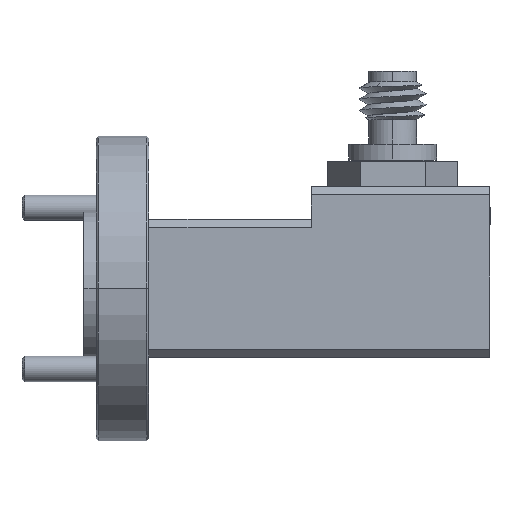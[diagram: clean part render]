
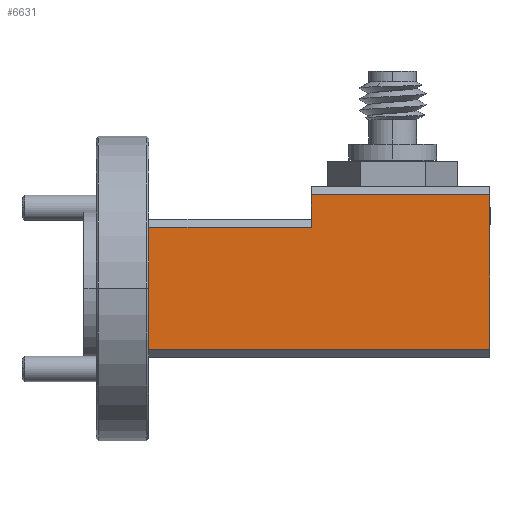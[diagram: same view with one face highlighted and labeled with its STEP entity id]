
A CAD part, top view. The second image highlights one B-rep face of the part: STEP entity #6631.
In plain terms, the highlighted planar face has unit normal (0, 0, 1).
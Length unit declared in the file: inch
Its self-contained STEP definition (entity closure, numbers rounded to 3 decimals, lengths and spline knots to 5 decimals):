
#20 = PLANE ( 'NONE',  #9327 ) ;
#29 = CARTESIAN_POINT ( 'NONE',  ( 1.9501, 0.20796, 0.40277 ) ) ;
#391 = CARTESIAN_POINT ( 'NONE',  ( 0.02927, 0.20796, 0.40277 ) ) ;
#551 = EDGE_CURVE ( 'NONE', #5876, #8589, #3189, .T. ) ;
#558 = CARTESIAN_POINT ( 'NONE',  ( 1.9501, 0.28796, 0.40277 ) ) ;
#867 = CARTESIAN_POINT ( 'NONE',  ( 0.02927, 0.22796, 0.40277 ) ) ;
#907 = LINE ( 'NONE', #29, #2715 ) ;
#998 = ORIENTED_EDGE ( 'NONE', *, *, #10192, .F. ) ;
#1105 = EDGE_CURVE ( 'NONE', #10282, #1786, #3435, .T. ) ;
#1200 = LINE ( 'NONE', #2683, #10486 ) ;
#1255 = EDGE_LOOP ( 'NONE', ( #4011, #2151, #3069, #998, #7076, #7646 ) ) ;
#1641 = FACE_OUTER_BOUND ( 'NONE', #1255, .T. ) ;
#1786 = VERTEX_POINT ( 'NONE', #4129 ) ;
#1798 = CARTESIAN_POINT ( 'NONE',  ( 1.9501, -0.09204, 0.40277 ) ) ;
#2151 = ORIENTED_EDGE ( 'NONE', *, *, #8259, .F. ) ;
#2491 = CARTESIAN_POINT ( 'NONE',  ( -0.37073, -0.09204, 0.40277 ) ) ;
#2683 = CARTESIAN_POINT ( 'NONE',  ( 0.46927, 0.22796, 0.40277 ) ) ;
#2715 = VECTOR ( 'NONE', #5695, 39.37008 ) ;
#3069 = ORIENTED_EDGE ( 'NONE', *, *, #1105, .F. ) ;
#3189 = LINE ( 'NONE', #4489, #8008 ) ;
#3356 = VECTOR ( 'NONE', #8204, 39.37008 ) ;
#3389 = CARTESIAN_POINT ( 'NONE',  ( 1.9501, 0.22796, 0.40277 ) ) ;
#3435 = LINE ( 'NONE', #558, #7626 ) ;
#3981 = VERTEX_POINT ( 'NONE', #391 ) ;
#4011 = ORIENTED_EDGE ( 'NONE', *, *, #10324, .F. ) ;
#4129 = CARTESIAN_POINT ( 'NONE',  ( 0.46927, 0.28796, 0.40277 ) ) ;
#4419 = EDGE_CURVE ( 'NONE', #8589, #3981, #907, .T. ) ;
#4489 = CARTESIAN_POINT ( 'NONE',  ( -0.37073, 0.22796, 0.40277 ) ) ;
#5264 = VERTEX_POINT ( 'NONE', #5369 ) ;
#5369 = CARTESIAN_POINT ( 'NONE',  ( 0.46927, -0.09204, 0.40277 ) ) ;
#5695 = DIRECTION ( 'NONE',  ( 1., 0., 0. ) ) ;
#5876 = VERTEX_POINT ( 'NONE', #2491 ) ;
#6219 = DIRECTION ( 'NONE',  ( 1., 0., 0. ) ) ;
#6631 = ADVANCED_FACE ( 'NONE', ( #1641 ), #20, .F. ) ;
#6646 = CARTESIAN_POINT ( 'NONE',  ( 0.02927, 0.28796, 0.40277 ) ) ;
#7076 = ORIENTED_EDGE ( 'NONE', *, *, #4419, .F. ) ;
#7297 = LINE ( 'NONE', #1798, #3356 ) ;
#7361 = DIRECTION ( 'NONE',  ( 0., 1., 0. ) ) ;
#7626 = VECTOR ( 'NONE', #6219, 39.37008 ) ;
#7646 = ORIENTED_EDGE ( 'NONE', *, *, #551, .F. ) ;
#8008 = VECTOR ( 'NONE', #10136, 39.37008 ) ;
#8204 = DIRECTION ( 'NONE',  ( -1., 0., 0. ) ) ;
#8259 = EDGE_CURVE ( 'NONE', #1786, #5264, #1200, .T. ) ;
#8589 = VERTEX_POINT ( 'NONE', #10035 ) ;
#9094 = DIRECTION ( 'NONE',  ( 0., 1., 0. ) ) ;
#9327 = AXIS2_PLACEMENT_3D ( 'NONE', #3389, #9876, #9094 ) ;
#9331 = DIRECTION ( 'NONE',  ( 0., -1., 0. ) ) ;
#9561 = LINE ( 'NONE', #867, #9957 ) ;
#9876 = DIRECTION ( 'NONE',  ( 0., 0., -1. ) ) ;
#9957 = VECTOR ( 'NONE', #7361, 39.37008 ) ;
#10035 = CARTESIAN_POINT ( 'NONE',  ( -0.37073, 0.20796, 0.40277 ) ) ;
#10136 = DIRECTION ( 'NONE',  ( 0., 1., 0. ) ) ;
#10192 = EDGE_CURVE ( 'NONE', #3981, #10282, #9561, .T. ) ;
#10282 = VERTEX_POINT ( 'NONE', #6646 ) ;
#10324 = EDGE_CURVE ( 'NONE', #5264, #5876, #7297, .T. ) ;
#10486 = VECTOR ( 'NONE', #9331, 39.37008 ) ;
